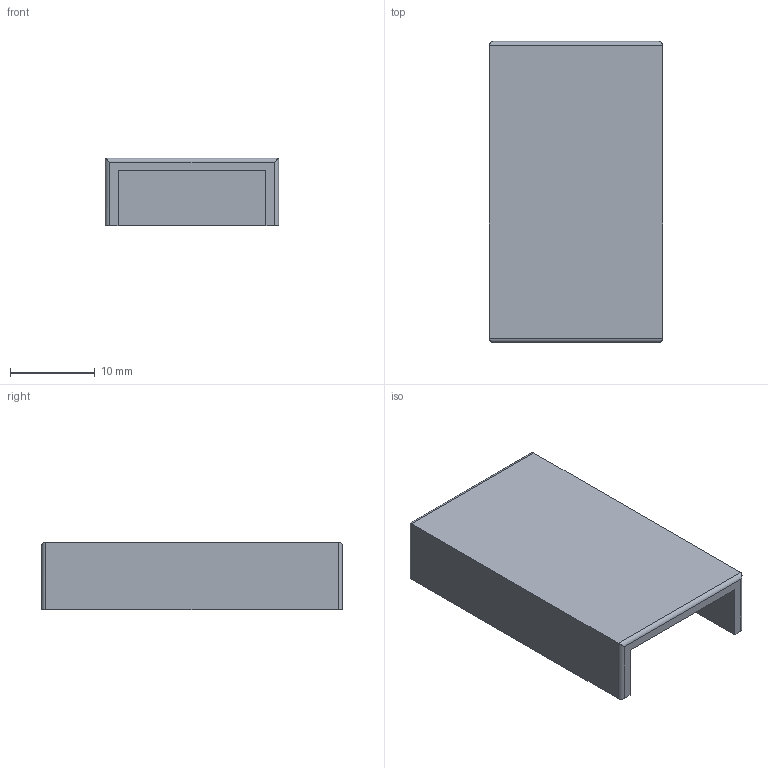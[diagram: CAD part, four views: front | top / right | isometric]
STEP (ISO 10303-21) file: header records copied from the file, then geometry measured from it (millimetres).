
FILE_DESCRIPTION (( 'STEP AP203' ), '1' );
FILE_NAME ('YNK51-3-100 Çàãëóøêà äëÿ øèíû PIN 3Ð 100À øàã 27 ìì ÈÝÊ .STEP', '2016-09-08T07:36:19', ( '' ), ( '' ), 'SwSTEP 2.0', 'SolidWorks 2014', '' );
FILE_SCHEMA (( 'CONFIG_CONTROL_DESIGN' ));
Length unit declared in the file: millimetre
Products named in the file (1): YNK51-3-100 Çàãëóøêà äëÿ øèíû PIN 3Ð 100À øàã 27 ìì ÈÝÊ 
Bounding box: 20.45 x 35.5 x 8 mm (x, y, z)
Volume: 1947.5 mm3; surface area: 2773.1 mm2
Topology: 1 solids, 1 shells, 16 faces, 38 edges, 24 vertices
Faces by surface type: plane 10, cylinder 6
Entity records: 531 total; most frequent: CARTESIAN_POINT 91, ORIENTED_EDGE 76, DIRECTION 72, EDGE_CURVE 38, VECTOR 30, LINE 30, VERTEX_POINT 24, AXIS2_PLACEMENT_3D 21
